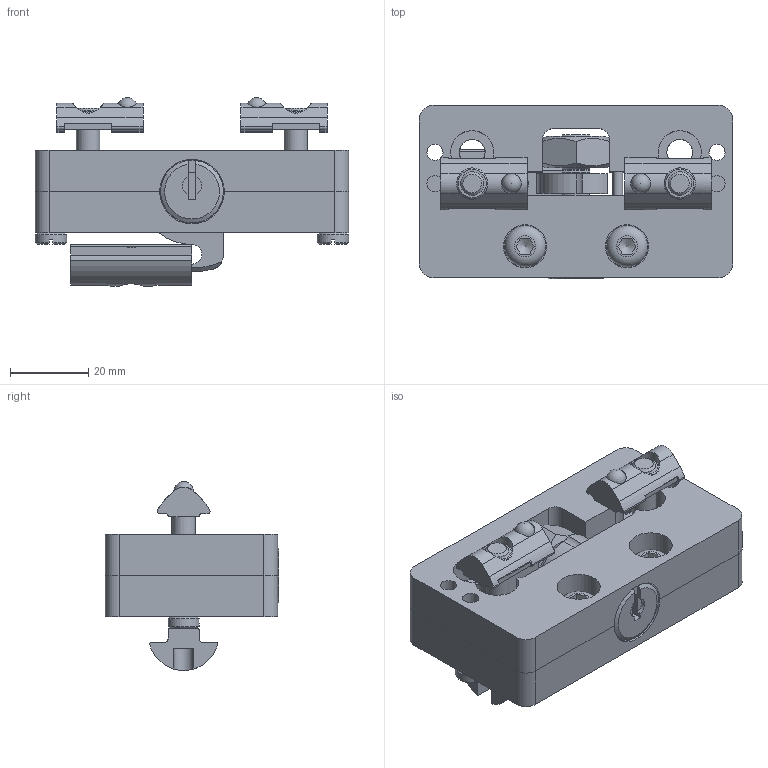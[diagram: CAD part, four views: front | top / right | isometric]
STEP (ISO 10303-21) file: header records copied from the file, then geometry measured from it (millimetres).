
FILE_DESCRIPTION((''),'2;1');
FILE_NAME('SZ0410S_A.stp','2013-08-23T10:02:47',('janine behrens'),(''),'Autodesk Inventor 2012','Autodesk Inventor 2012','');
FILE_SCHEMA(('AUTOMOTIVE_DESIGN { 1 0 10303 214 1 1 1 1 }'));
Length unit declared in the file: millimetre
Products named in the file (17): SZ0410S_A; ME7804480_A; MK8100021_A; ME8100016_A; DIN 934 - ersetzt durch DIN EN 24032/28673/28674 M10; DIN EN ISO 8734 2,5 x 18 - A; DIN EN ISO 4762 M6 x 25; SS9900V_A; DK0934060001_A; ISO 7380 M6 x 12; ME8100014_A; DIN 913  (Regelgewinde) M8 x 10; SV2148S_A; MK1630105; MK1630203; MK5100015; MK2402100
Assembly tree (22 placements, depth 3):
  SZ0410S_A
    ME7804480_A  x2
    MK8100021_A
    ME8100016_A
    DIN 934 - ersetzt durch DIN EN 24032/28673/28674 M10
    DIN EN ISO 8734 2,5 x 18 - A
    DIN EN ISO 4762 M6 x 25  x2
    SS9900V_A  x2
    DK0934060001_A  x2
    ISO 7380 M6 x 12  x2
    ME8100014_A
    DIN 913  (Regelgewinde) M8 x 10
    SV2148S_A  x2
      MK1630105
      MK1630203
      MK5100015
      MK2402100
Bounding box: 80 x 44.25 x 48.2 mm (x, y, z)
Volume: 67579.1 mm3; surface area: 37824.7 mm2
Topology: 24 solids, 24 shells, 543 faces, 1413 edges, 929 vertices
Faces by surface type: plane 250, cylinder 183, cone 74, torus 30, bspline 4, sphere 2
Full cylindrical faces by diameter (mm): 2.5 x1, 3.7 x2, 4.134 x8, 4.9 x2, 4.917 x4, 5 x2, 5.1 x4, 6 x4, 6.6 x12, 6.647 x1, 7.5 x2, 8 x11, 8.376 x1, 10 x3, 10.5 x2, 11 x4, 16 x1
Entity records: 14105 total; most frequent: CARTESIAN_POINT 5394, DIRECTION 1749, ORIENTED_EDGE 1664, EDGE_CURVE 832, AXIS2_PLACEMENT_3D 691, VERTEX_POINT 587, EDGE_LOOP 457, VECTOR 367
